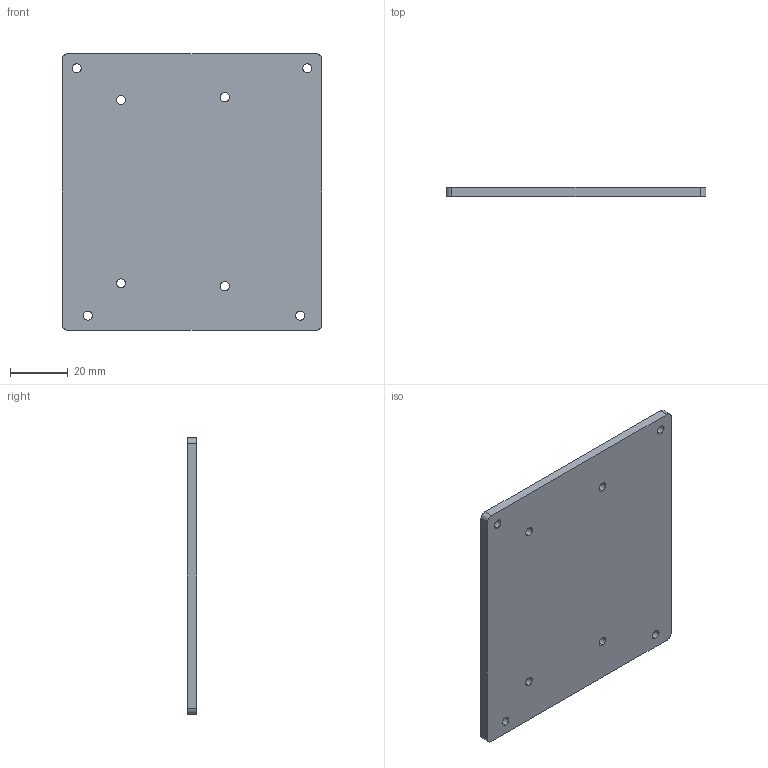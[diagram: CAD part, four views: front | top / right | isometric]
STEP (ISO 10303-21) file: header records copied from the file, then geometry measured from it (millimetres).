
FILE_DESCRIPTION (( 'STEP AP203' ), '1' );
FILE_NAME ('JetsonPlateFinal.STEP', '2024-10-29T21:11:42', ( '' ), ( '' ), 'SwSTEP 2.0', 'SolidWorks 2024', '' );
FILE_SCHEMA (( 'CONFIG_CONTROL_DESIGN' ));
Length unit declared in the file: inch
Products named in the file (1): JetsonPlateFinal
Bounding box: 90.17 x 3.17 x 95.89 mm (x, y, z)
Volume: 26174.2 mm3; surface area: 18797.2 mm2
Topology: 1 solids, 1 shells, 59 faces, 162 edges, 108 vertices
Faces by surface type: cylinder 38, plane 21
Entity records: 2023 total; most frequent: DIRECTION 358, CARTESIAN_POINT 330, ORIENTED_EDGE 324, EDGE_CURVE 162, AXIS2_PLACEMENT_3D 136, VERTEX_POINT 108, LINE 86, VECTOR 86
